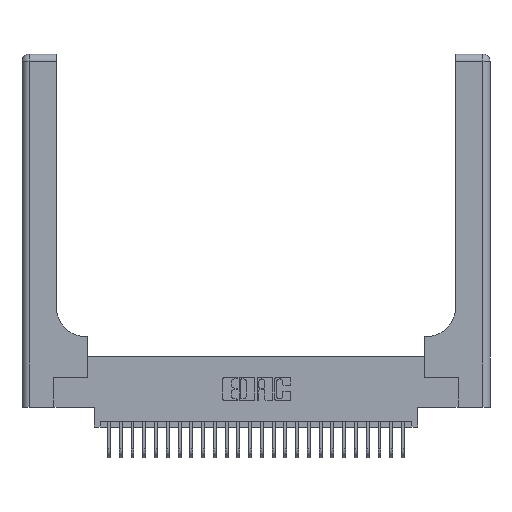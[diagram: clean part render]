
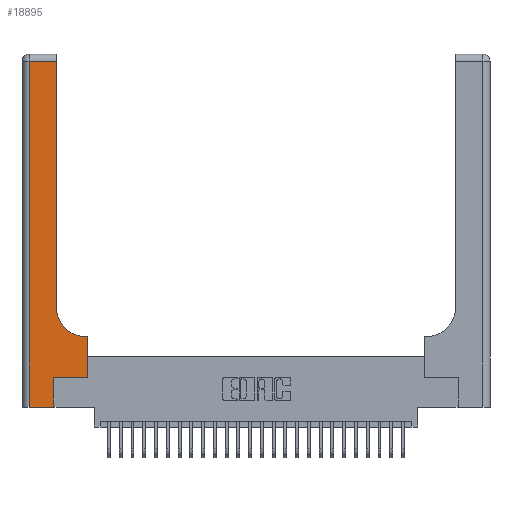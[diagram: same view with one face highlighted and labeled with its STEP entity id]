
A CAD part, top view. The second image highlights one B-rep face of the part: STEP entity #18895.
In plain terms, the highlighted planar face has unit normal (0, 0, 1).
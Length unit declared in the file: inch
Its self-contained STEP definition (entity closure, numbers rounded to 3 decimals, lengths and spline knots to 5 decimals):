
#18 = DIRECTION ( 'NONE',  ( 0., 0., -1. ) ) ;
#287 = CARTESIAN_POINT ( 'NONE',  ( 0.06, 0., 0.37 ) ) ;
#770 = VERTEX_POINT ( 'NONE', #23661 ) ;
#1283 = VERTEX_POINT ( 'NONE', #10627 ) ;
#2248 = CARTESIAN_POINT ( 'NONE',  ( 0.5415, 0.6, 0.37 ) ) ;
#2521 = EDGE_CURVE ( 'NONE', #18786, #12728, #4264, .T. ) ;
#2789 = CARTESIAN_POINT ( 'NONE',  ( 0.06, 2.94, 0.37 ) ) ;
#3756 = ORIENTED_EDGE ( 'NONE', *, *, #11941, .T. ) ;
#4215 = VECTOR ( 'NONE', #21441, 39.37008 ) ;
#4264 = CIRCLE ( 'NONE', #23903, 0.25 ) ;
#5148 = CARTESIAN_POINT ( 'NONE',  ( 0.269, 0.25, 0.37 ) ) ;
#5730 = VERTEX_POINT ( 'NONE', #13762 ) ;
#6182 = CARTESIAN_POINT ( 'NONE',  ( 0.06, 3., 0.37 ) ) ;
#6767 = FACE_OUTER_BOUND ( 'NONE', #24689, .T. ) ;
#6826 = CARTESIAN_POINT ( 'NONE',  ( 0., 3., 0.37 ) ) ;
#6882 = LINE ( 'NONE', #24876, #25805 ) ;
#7594 = EDGE_CURVE ( 'NONE', #5730, #1283, #17530, .T. ) ;
#8187 = VECTOR ( 'NONE', #21876, 39.37008 ) ;
#8247 = DIRECTION ( 'NONE',  ( 0., -1., 0. ) ) ;
#8578 = CARTESIAN_POINT ( 'NONE',  ( 0.2915, 0.85, 0.37 ) ) ;
#8910 = DIRECTION ( 'NONE',  ( -1., 0., 0. ) ) ;
#9267 = ORIENTED_EDGE ( 'NONE', *, *, #17027, .T. ) ;
#9735 = EDGE_CURVE ( 'NONE', #1283, #19275, #13753, .T. ) ;
#10001 = AXIS2_PLACEMENT_3D ( 'NONE', #6826, #21499, #8910 ) ;
#10529 = VECTOR ( 'NONE', #18041, 39.37008 ) ;
#10627 = CARTESIAN_POINT ( 'NONE',  ( 0.269, 0.25, 0.37 ) ) ;
#10909 = EDGE_CURVE ( 'NONE', #770, #18786, #13362, .T. ) ;
#10920 = PLANE ( 'NONE',  #10001 ) ;
#11026 = ORIENTED_EDGE ( 'NONE', *, *, #26088, .T. ) ;
#11941 = EDGE_CURVE ( 'NONE', #12728, #14768, #6882, .T. ) ;
#12071 = VECTOR ( 'NONE', #20914, 39.37008 ) ;
#12595 = CARTESIAN_POINT ( 'NONE',  ( 0.5415, 0.85, 0.37 ) ) ;
#12692 = VECTOR ( 'NONE', #15389, 39.37008 ) ;
#12728 = VERTEX_POINT ( 'NONE', #8578 ) ;
#12825 = EDGE_CURVE ( 'NONE', #14768, #25887, #15984, .T. ) ;
#12978 = DIRECTION ( 'NONE',  ( 0., 1., 0. ) ) ;
#13252 = CARTESIAN_POINT ( 'NONE',  ( 0.2915, 0.6, 0.37 ) ) ;
#13362 = LINE ( 'NONE', #13252, #12692 ) ;
#13753 = LINE ( 'NONE', #5148, #8187 ) ;
#13762 = CARTESIAN_POINT ( 'NONE',  ( 0.269, 0., 0.37 ) ) ;
#14504 = DIRECTION ( 'NONE',  ( 0., 1., 0. ) ) ;
#14740 = DIRECTION ( 'NONE',  ( 1., 0., 0. ) ) ;
#14768 = VERTEX_POINT ( 'NONE', #18657 ) ;
#15103 = CARTESIAN_POINT ( 'NONE',  ( 0., 2.94, 0.37 ) ) ;
#15332 = ORIENTED_EDGE ( 'NONE', *, *, #9735, .T. ) ;
#15389 = DIRECTION ( 'NONE',  ( -1., 0., 0. ) ) ;
#15984 = LINE ( 'NONE', #15103, #4215 ) ;
#16863 = VECTOR ( 'NONE', #12978, 39.37008 ) ;
#17027 = EDGE_CURVE ( 'NONE', #23424, #5730, #22002, .T. ) ;
#17530 = LINE ( 'NONE', #23415, #16863 ) ;
#18041 = DIRECTION ( 'NONE',  ( 1., 0., 0. ) ) ;
#18657 = CARTESIAN_POINT ( 'NONE',  ( 0.2915, 2.94, 0.37 ) ) ;
#18786 = VERTEX_POINT ( 'NONE', #2248 ) ;
#18798 = CARTESIAN_POINT ( 'NONE',  ( 0.5585, 0.25, 0.37 ) ) ;
#18895 = ADVANCED_FACE ( 'NONE', ( #6767 ), #10920, .F. ) ;
#19275 = VERTEX_POINT ( 'NONE', #26783 ) ;
#19607 = ORIENTED_EDGE ( 'NONE', *, *, #7594, .T. ) ;
#20914 = DIRECTION ( 'NONE',  ( 0., 1., 0. ) ) ;
#21137 = ORIENTED_EDGE ( 'NONE', *, *, #12825, .T. ) ;
#21441 = DIRECTION ( 'NONE',  ( -1., 0., 0. ) ) ;
#21499 = DIRECTION ( 'NONE',  ( 0., 0., -1. ) ) ;
#21876 = DIRECTION ( 'NONE',  ( 1., 0., 0. ) ) ;
#22002 = LINE ( 'NONE', #22232, #10529 ) ;
#22232 = CARTESIAN_POINT ( 'NONE',  ( 0., 0., 0.37 ) ) ;
#22691 = EDGE_CURVE ( 'NONE', #25887, #23424, #24539, .T. ) ;
#22844 = ORIENTED_EDGE ( 'NONE', *, *, #10909, .T. ) ;
#23221 = LINE ( 'NONE', #18798, #12071 ) ;
#23415 = CARTESIAN_POINT ( 'NONE',  ( 0.269, 0., 0.37 ) ) ;
#23424 = VERTEX_POINT ( 'NONE', #287 ) ;
#23661 = CARTESIAN_POINT ( 'NONE',  ( 0.5585, 0.6, 0.37 ) ) ;
#23903 = AXIS2_PLACEMENT_3D ( 'NONE', #12595, #18, #14740 ) ;
#23917 = VECTOR ( 'NONE', #8247, 39.37008 ) ;
#24539 = LINE ( 'NONE', #6182, #23917 ) ;
#24689 = EDGE_LOOP ( 'NONE', ( #3756, #21137, #25269, #9267, #19607, #15332, #11026, #22844, #27026 ) ) ;
#24876 = CARTESIAN_POINT ( 'NONE',  ( 0.2915, 3., 0.37 ) ) ;
#25269 = ORIENTED_EDGE ( 'NONE', *, *, #22691, .T. ) ;
#25805 = VECTOR ( 'NONE', #14504, 39.37008 ) ;
#25887 = VERTEX_POINT ( 'NONE', #2789 ) ;
#26088 = EDGE_CURVE ( 'NONE', #19275, #770, #23221, .T. ) ;
#26783 = CARTESIAN_POINT ( 'NONE',  ( 0.5585, 0.25, 0.37 ) ) ;
#27026 = ORIENTED_EDGE ( 'NONE', *, *, #2521, .T. ) ;
